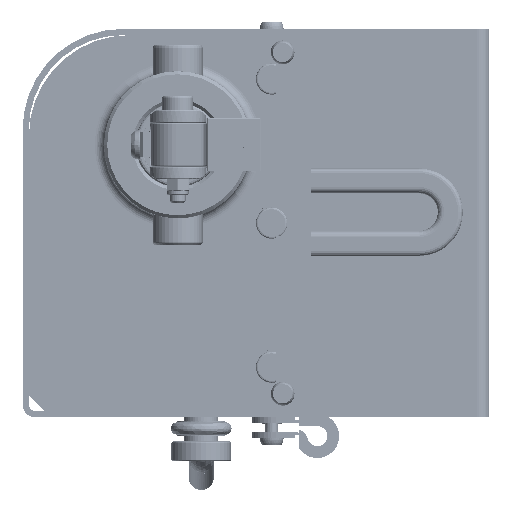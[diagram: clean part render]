
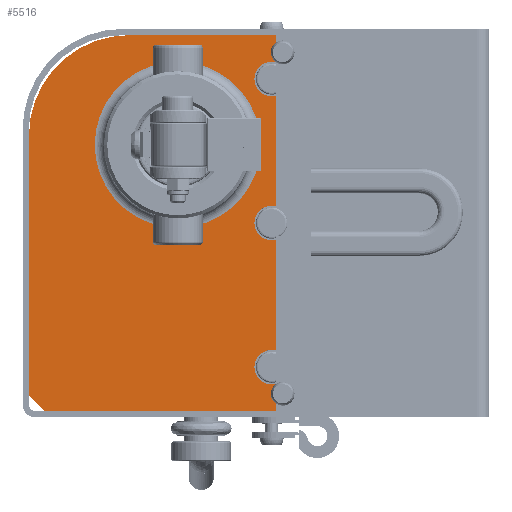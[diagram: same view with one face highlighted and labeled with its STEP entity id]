
A CAD part, front view. The second image highlights one B-rep face of the part: STEP entity #5516.
In plain terms, the highlighted planar face has unit normal (0, -1, 0).
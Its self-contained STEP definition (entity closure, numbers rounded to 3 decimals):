
#3875=CARTESIAN_POINT('',(5.,0.,25.));
#3876=DIRECTION('',(0.,-1.,0.));
#3877=DIRECTION('',(0.,0.,1.));
#3878=AXIS2_PLACEMENT_3D('',#3875,#3876,#3877);
#3883=CARTESIAN_POINT('',(5.,0.,25.));
#3884=DIRECTION('',(0.,-1.,0.));
#3885=DIRECTION('',(0.,0.,-1.));
#3886=AXIS2_PLACEMENT_3D('',#3883,#3884,#3885);
#3891=DIRECTION('',(0.707,0.,-0.707));
#3892=VECTOR('',#3891,7.071);
#3893=CARTESIAN_POINT('',(-42.5,0.,-55.));
#3894=LINE('',#3893,#3892);
#3898=DIRECTION('',(0.,0.,1.));
#3899=VECTOR('',#3898,83.);
#3900=CARTESIAN_POINT('',(-42.5,0.,-55.));
#3901=LINE('',#3900,#3899);
#3905=CARTESIAN_POINT('',(-10.5,0.,28.));
#3906=DIRECTION('',(0.,1.,0.));
#3907=DIRECTION('',(-1.,0.,0.));
#3908=AXIS2_PLACEMENT_3D('',#3905,#3906,#3907);
#3913=DIRECTION('',(1.,0.,0.));
#3914=VECTOR('',#3913,47.);
#3915=CARTESIAN_POINT('',(-10.5,0.,60.));
#3916=LINE('',#3915,#3914);
#3920=DIRECTION('',(0.,0.,-1.));
#3921=VECTOR('',#3920,8.708);
#3922=CARTESIAN_POINT('',(36.5,0.,60.));
#3923=LINE('',#3922,#3921);
#3927=CARTESIAN_POINT('',(35.,0.,46.));
#3928=DIRECTION('',(0.,-1.,0.));
#3929=DIRECTION('',(0.273,0.,0.962));
#3930=AXIS2_PLACEMENT_3D('',#3927,#3928,#3929);
#3935=CARTESIAN_POINT('',(35.,0.,46.));
#3936=DIRECTION('',(0.,-1.,0.));
#3937=DIRECTION('',(-1.,0.,0.));
#3938=AXIS2_PLACEMENT_3D('',#3935,#3936,#3937);
#3943=DIRECTION('',(0.,0.,-1.));
#3944=VECTOR('',#3943,35.417);
#3945=CARTESIAN_POINT('',(36.5,0.,40.708));
#3946=LINE('',#3945,#3944);
#3950=CARTESIAN_POINT('',(35.,0.,0.));
#3951=DIRECTION('',(0.,-1.,0.));
#3952=DIRECTION('',(0.273,0.,0.962));
#3953=AXIS2_PLACEMENT_3D('',#3950,#3951,#3952);
#3958=CARTESIAN_POINT('',(35.,0.,0.));
#3959=DIRECTION('',(0.,-1.,0.));
#3960=DIRECTION('',(-1.,0.,0.));
#3961=AXIS2_PLACEMENT_3D('',#3958,#3959,#3960);
#3966=DIRECTION('',(0.,0.,-1.));
#3967=VECTOR('',#3966,35.417);
#3968=CARTESIAN_POINT('',(36.5,0.,-5.292));
#3969=LINE('',#3968,#3967);
#3973=CARTESIAN_POINT('',(35.,0.,-46.));
#3974=DIRECTION('',(0.,-1.,0.));
#3975=DIRECTION('',(0.273,0.,0.962));
#3976=AXIS2_PLACEMENT_3D('',#3973,#3974,#3975);
#3981=CARTESIAN_POINT('',(35.,0.,-46.));
#3982=DIRECTION('',(0.,-1.,0.));
#3983=DIRECTION('',(-1.,0.,0.));
#3984=AXIS2_PLACEMENT_3D('',#3981,#3982,#3983);
#3989=DIRECTION('',(0.,0.,-1.));
#3990=VECTOR('',#3989,8.708);
#3991=CARTESIAN_POINT('',(36.5,0.,-51.292));
#3992=LINE('',#3991,#3990);
#3996=DIRECTION('',(-1.,0.,0.));
#3997=VECTOR('',#3996,74.);
#3998=CARTESIAN_POINT('',(36.5,0.,-60.));
#3999=LINE('',#3998,#3997);
#5255=CARTESIAN_POINT('',(5.,0.,51.5));
#5256=CARTESIAN_POINT('',(5.,0.,-1.5));
#5257=VERTEX_POINT('',#5255);
#5258=VERTEX_POINT('',#5256);
#5319=CARTESIAN_POINT('',(-42.5,0.,28.));
#5320=CARTESIAN_POINT('',(-10.5,0.,60.));
#5321=VERTEX_POINT('',#5319);
#5322=VERTEX_POINT('',#5320);
#5325=CARTESIAN_POINT('',(-42.5,0.,-55.));
#5326=CARTESIAN_POINT('',(-37.5,0.,-60.));
#5327=VERTEX_POINT('',#5325);
#5328=VERTEX_POINT('',#5326);
#5333=CARTESIAN_POINT('',(36.5,0.,-60.));
#5335=VERTEX_POINT('',#5333);
#5341=CARTESIAN_POINT('',(36.5,0.,60.));
#5343=VERTEX_POINT('',#5341);
#5363=CARTESIAN_POINT('',(29.5,0.,46.));
#5364=CARTESIAN_POINT('',(36.5,0.,40.708));
#5365=VERTEX_POINT('',#5363);
#5366=VERTEX_POINT('',#5364);
#5367=CARTESIAN_POINT('',(36.5,0.,51.292));
#5368=VERTEX_POINT('',#5367);
#5387=CARTESIAN_POINT('',(29.5,0.,0.));
#5388=CARTESIAN_POINT('',(36.5,0.,-5.292));
#5389=VERTEX_POINT('',#5387);
#5390=VERTEX_POINT('',#5388);
#5391=CARTESIAN_POINT('',(36.5,0.,5.292));
#5392=VERTEX_POINT('',#5391);
#5411=CARTESIAN_POINT('',(29.5,0.,-46.));
#5412=CARTESIAN_POINT('',(36.5,0.,-51.292));
#5413=VERTEX_POINT('',#5411);
#5414=VERTEX_POINT('',#5412);
#5415=CARTESIAN_POINT('',(36.5,0.,-40.708));
#5416=VERTEX_POINT('',#5415);
#5473=CARTESIAN_POINT('',(0.,0.,0.));
#5474=DIRECTION('',(0.,1.,0.));
#5475=DIRECTION('',(0.,0.,-1.));
#5476=AXIS2_PLACEMENT_3D('',#5473,#5474,#5475);
#5477=PLANE('',#5476);
#5479=ORIENTED_EDGE('',*,*,#5478,.F.);
#5481=ORIENTED_EDGE('',*,*,#5480,.T.);
#5483=ORIENTED_EDGE('',*,*,#5482,.T.);
#5485=ORIENTED_EDGE('',*,*,#5484,.T.);
#5487=ORIENTED_EDGE('',*,*,#5486,.T.);
#5489=ORIENTED_EDGE('',*,*,#5488,.T.);
#5491=ORIENTED_EDGE('',*,*,#5490,.T.);
#5493=ORIENTED_EDGE('',*,*,#5492,.T.);
#5495=ORIENTED_EDGE('',*,*,#5494,.T.);
#5497=ORIENTED_EDGE('',*,*,#5496,.T.);
#5499=ORIENTED_EDGE('',*,*,#5498,.T.);
#5501=ORIENTED_EDGE('',*,*,#5500,.T.);
#5503=ORIENTED_EDGE('',*,*,#5502,.T.);
#5505=ORIENTED_EDGE('',*,*,#5504,.T.);
#5507=ORIENTED_EDGE('',*,*,#5506,.T.);
#5508=EDGE_LOOP('',(#5479,#5481,#5483,#5485,#5487,#5489,#5491,#5493,#5495,#5497,
#5499,#5501,#5503,#5505,#5507));
#5509=FACE_OUTER_BOUND('',#5508,.F.);
#5511=ORIENTED_EDGE('',*,*,#5510,.T.);
#5513=ORIENTED_EDGE('',*,*,#5512,.T.);
#5514=EDGE_LOOP('',(#5511,#5513));
#5515=FACE_BOUND('',#5514,.F.);
#3879=CIRCLE('',#3878,26.5);
#3887=CIRCLE('',#3886,26.5);
#3909=CIRCLE('',#3908,32.);
#3931=CIRCLE('',#3930,5.5);
#3939=CIRCLE('',#3938,5.5);
#3954=CIRCLE('',#3953,5.5);
#3962=CIRCLE('',#3961,5.5);
#3977=CIRCLE('',#3976,5.5);
#3985=CIRCLE('',#3984,5.5);
#5478=EDGE_CURVE('',#5327,#5328,#3894,.T.);
#5480=EDGE_CURVE('',#5327,#5321,#3901,.T.);
#5482=EDGE_CURVE('',#5321,#5322,#3909,.T.);
#5484=EDGE_CURVE('',#5322,#5343,#3916,.T.);
#5486=EDGE_CURVE('',#5343,#5368,#3923,.T.);
#5488=EDGE_CURVE('',#5368,#5365,#3931,.T.);
#5490=EDGE_CURVE('',#5365,#5366,#3939,.T.);
#5492=EDGE_CURVE('',#5366,#5392,#3946,.T.);
#5494=EDGE_CURVE('',#5392,#5389,#3954,.T.);
#5496=EDGE_CURVE('',#5389,#5390,#3962,.T.);
#5498=EDGE_CURVE('',#5390,#5416,#3969,.T.);
#5500=EDGE_CURVE('',#5416,#5413,#3977,.T.);
#5502=EDGE_CURVE('',#5413,#5414,#3985,.T.);
#5504=EDGE_CURVE('',#5414,#5335,#3992,.T.);
#5506=EDGE_CURVE('',#5335,#5328,#3999,.T.);
#5510=EDGE_CURVE('',#5257,#5258,#3879,.T.);
#5512=EDGE_CURVE('',#5258,#5257,#3887,.T.);
#5516=ADVANCED_FACE('',(#5509,#5515),#5477,.F.);
